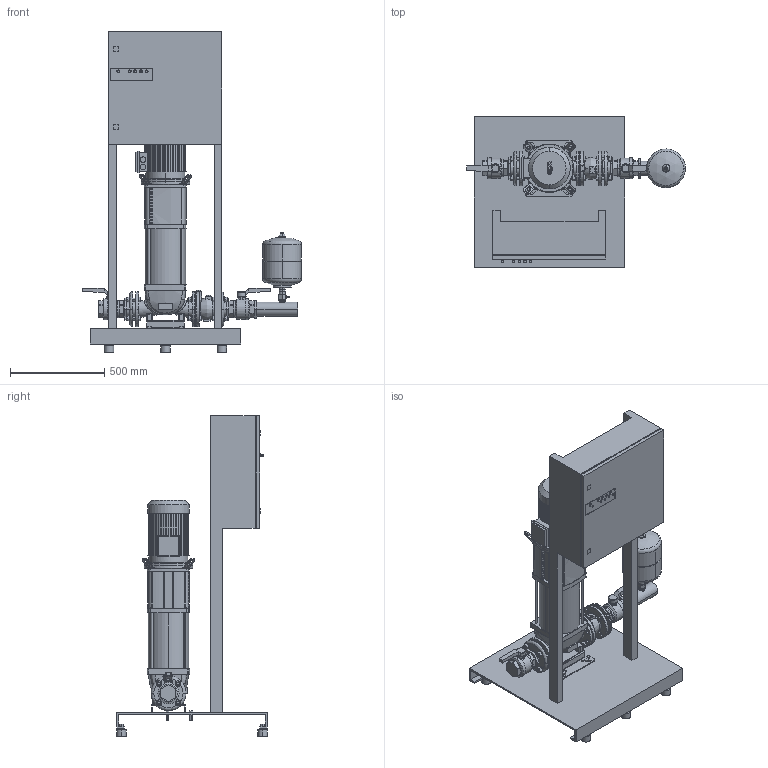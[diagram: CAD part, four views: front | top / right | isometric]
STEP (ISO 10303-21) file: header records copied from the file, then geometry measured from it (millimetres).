
FILE_DESCRIPTION((''),'2;1');
FILE_NAME('3d_FLA-1HELIXV3603_1_K-01PN10-2534371.stp','2013-07-05T14:15:56',(''),(''),'Mechanical Desktop 2009','Mechanical Desktop 2009',', , ');
FILE_SCHEMA(('CONFIG_CONTROL_DESIGN'));
Length unit declared in the file: millimetre
Products named in the file (1): Product
Bounding box: 1163 x 800 x 1705 mm (x, y, z)
Volume: 139758083.8 mm3; surface area: 6549889.4 mm2
Topology: 63 solids, 63 shells, 2062 faces, 5265 edges, 3433 vertices
Faces by surface type: bspline 935, plane 644, cylinder 348, cone 70, torus 61, sphere 4
Entity records: 73192 total; most frequent: CARTESIAN_POINT 24743, ORIENTED_EDGE 10522, DIRECTION 8976, EDGE_CURVE 5261, VERTEX_POINT 3433, VECTOR 3286, LINE 3286, AXIS2_PLACEMENT_3D 2845
